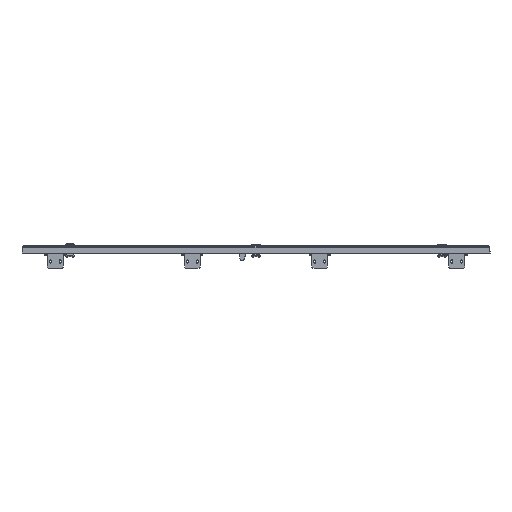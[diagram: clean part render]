
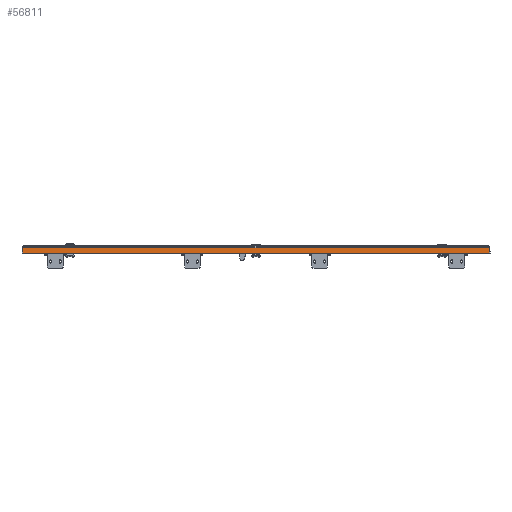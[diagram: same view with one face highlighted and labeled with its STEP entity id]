
A CAD part, left-side view. The second image highlights one B-rep face of the part: STEP entity #56811.
In plain terms, the highlighted planar face has unit normal (-1, 0, 0).
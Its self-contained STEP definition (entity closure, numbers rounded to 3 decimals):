
#311 = VERTEX_POINT ( 'NONE', #33281 ) ;
#645 = DIRECTION ( 'NONE',  ( 0., 1., 0. ) ) ;
#4082 = DIRECTION ( 'NONE',  ( 1., 0., 0. ) ) ;
#5855 = EDGE_CURVE ( 'NONE', #311, #58422, #38631, .T. ) ;
#9379 = CARTESIAN_POINT ( 'NONE',  ( -394.5, 0., 0. ) ) ;
#12649 = EDGE_LOOP ( 'NONE', ( #23860, #50087, #56332, #51636 ) ) ;
#16888 = VECTOR ( 'NONE', #645, 1000. ) ;
#19685 = FACE_OUTER_BOUND ( 'NONE', #12649, .T. ) ;
#22337 = DIRECTION ( 'NONE',  ( 0., -1., 0. ) ) ;
#23144 = CARTESIAN_POINT ( 'NONE',  ( -394.5, 595.429, 0. ) ) ;
#23860 = ORIENTED_EDGE ( 'NONE', *, *, #5855, .F. ) ;
#24108 = EDGE_CURVE ( 'NONE', #58422, #37119, #30869, .T. ) ;
#30352 = CARTESIAN_POINT ( 'NONE',  ( -394.5, 595.429, -18. ) ) ;
#30869 = LINE ( 'NONE', #69804, #37430 ) ;
#32254 = DIRECTION ( 'NONE',  ( 0., 0., -1. ) ) ;
#33281 = CARTESIAN_POINT ( 'NONE',  ( -394.5, 595.429, -4. ) ) ;
#34800 = LINE ( 'NONE', #23144, #54134 ) ;
#34997 = VERTEX_POINT ( 'NONE', #30352 ) ;
#37119 = VERTEX_POINT ( 'NONE', #45942 ) ;
#37430 = VECTOR ( 'NONE', #32254, 1000. ) ;
#38631 = LINE ( 'NONE', #60960, #43848 ) ;
#39786 = DIRECTION ( 'NONE',  ( 0., 0., -1. ) ) ;
#43848 = VECTOR ( 'NONE', #22337, 1000. ) ;
#45942 = CARTESIAN_POINT ( 'NONE',  ( -394.5, -595.429, -18. ) ) ;
#46951 = PLANE ( 'NONE',  #62773 ) ;
#49172 = LINE ( 'NONE', #54828, #16888 ) ;
#50087 = ORIENTED_EDGE ( 'NONE', *, *, #59333, .T. ) ;
#51636 = ORIENTED_EDGE ( 'NONE', *, *, #24108, .F. ) ;
#54134 = VECTOR ( 'NONE', #39786, 1000. ) ;
#54828 = CARTESIAN_POINT ( 'NONE',  ( -394.5, -597.5, -18. ) ) ;
#56332 = ORIENTED_EDGE ( 'NONE', *, *, #59671, .F. ) ;
#56811 = ADVANCED_FACE ( 'NONE', ( #19685 ), #46951, .F. ) ;
#58422 = VERTEX_POINT ( 'NONE', #63614 ) ;
#59333 = EDGE_CURVE ( 'NONE', #311, #34997, #34800, .T. ) ;
#59671 = EDGE_CURVE ( 'NONE', #37119, #34997, #49172, .T. ) ;
#60960 = CARTESIAN_POINT ( 'NONE',  ( -394.5, -597.5, -4. ) ) ;
#62773 = AXIS2_PLACEMENT_3D ( 'NONE', #9379, #4082, #63948 ) ;
#63614 = CARTESIAN_POINT ( 'NONE',  ( -394.5, -595.429, -4. ) ) ;
#63948 = DIRECTION ( 'NONE',  ( 0., 0., -1. ) ) ;
#69804 = CARTESIAN_POINT ( 'NONE',  ( -394.5, -595.429, -2. ) ) ;
